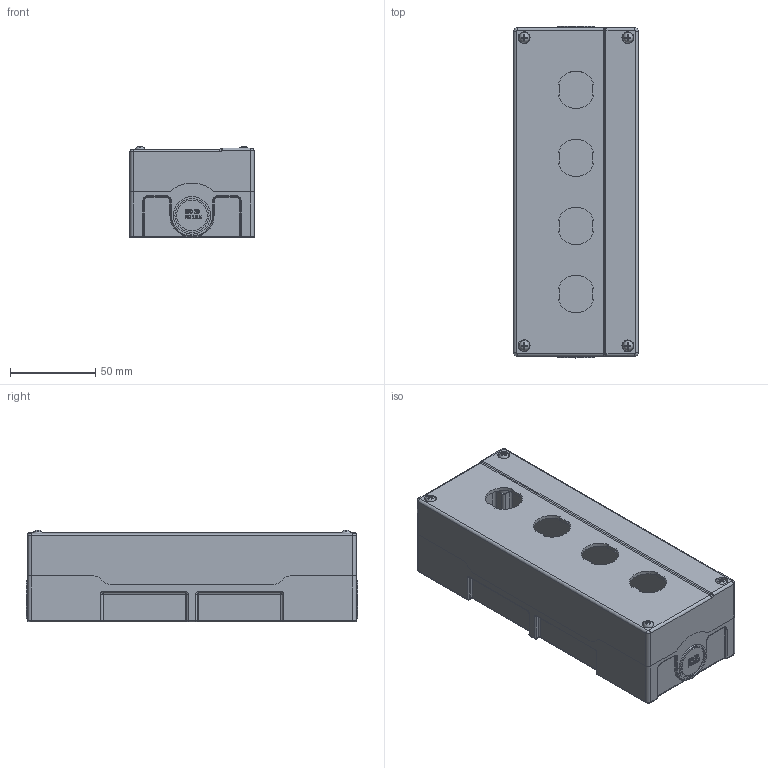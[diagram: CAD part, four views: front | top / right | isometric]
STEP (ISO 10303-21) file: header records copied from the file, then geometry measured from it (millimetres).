
FILE_DESCRIPTION(/* description */ (''),/* implementation_level */ '2;1');
FILE_NAME(/* name */ '4003G11.stp',/* time_stamp */ '2016-01-12T10:57:05-05:00',/* author */ ('CAD Station'),/* organization */ (''),/* preprocessor_version */ 'ST-DEVELOPER v16.1',/* originating_system */ 'Autodesk Inventor 2016',/* authorisation */ '');
FILE_SCHEMA (('AUTOMOTIVE_DESIGN { 1 0 10303 214 3 1 1 }'));
Length unit declared in the file: millimetre
Products named in the file (4): 4003G11_BOTTOM; 4003G11_TOP; 4.5mm_Nut; 4003G11
Assembly tree (6 placements, depth 2):
  4003G11
    4003G11_BOTTOM
    4003G11_TOP
    4.5mm_Nut  x4
Bounding box: 73 x 195 x 53.92 mm (x, y, z)
Volume: 180349 mm3; surface area: 116539.6 mm2
Topology: 8 solids, 8 shells, 907 faces, 2376 edges, 1524 vertices
Faces by surface type: plane 392, bspline 237, cylinder 221, torus 41, sphere 16
Full cylindrical faces by diameter (mm): 4.25 x12, 6 x4, 7 x8, 18 x2, 20 x2, 22 x3
Entity records: 27692 total; most frequent: CARTESIAN_POINT 7888, ORIENTED_EDGE 4400, DIRECTION 3504, EDGE_CURVE 2199, VERTEX_POINT 1425, LINE 1250, VECTOR 1250, AXIS2_PLACEMENT_3D 1127
